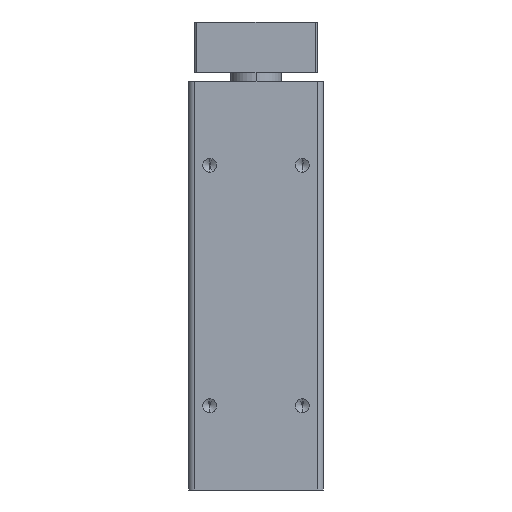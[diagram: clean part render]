
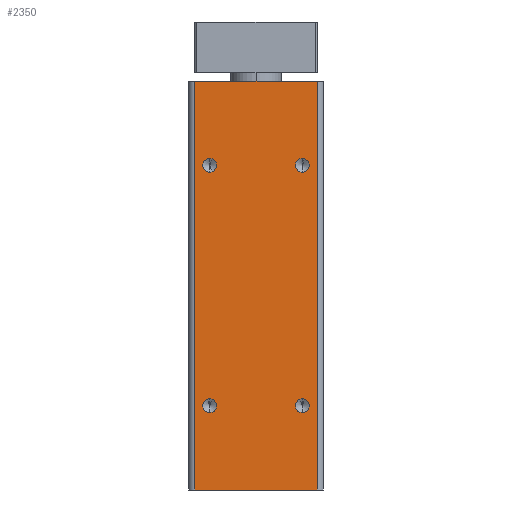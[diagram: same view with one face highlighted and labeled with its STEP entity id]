
A CAD part, left-side view. The second image highlights one B-rep face of the part: STEP entity #2350.
In plain terms, the highlighted planar face has unit normal (-1, 0, 0).
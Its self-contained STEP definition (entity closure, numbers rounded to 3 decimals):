
#456 = VERTEX_POINT ( 'NONE', #2969 ) ;
#460 = VERTEX_POINT ( 'NONE', #2958 ) ;
#499 = VERTEX_POINT ( 'NONE', #3025 ) ;
#501 = VERTEX_POINT ( 'NONE', #3082 ) ;
#509 = EDGE_CURVE ( 'NONE', #499, #516, #3069, .T. ) ;
#516 = VERTEX_POINT ( 'NONE', #3109 ) ;
#518 = VERTEX_POINT ( 'NONE', #3104 ) ;
#528 = EDGE_CURVE ( 'NONE', #460, #456, #3093, .T. ) ;
#560 = VERTEX_POINT ( 'NONE', #3169 ) ;
#564 = VERTEX_POINT ( 'NONE', #3164 ) ;
#567 = EDGE_CURVE ( 'NONE', #564, #560, #3163, .T. ) ;
#575 = EDGE_CURVE ( 'NONE', #518, #501, #3214, .T. ) ;
#2290 = EDGE_LOOP ( 'NONE', ( #2291, #2293 ) ) ;
#2291 = ORIENTED_EDGE ( 'NONE', *, *, #2292, .F. ) ;
#2292 = EDGE_CURVE ( 'NONE', #516, #499, #6259, .T. ) ;
#2293 = ORIENTED_EDGE ( 'NONE', *, *, #509, .F. ) ;
#2294 = EDGE_LOOP ( 'NONE', ( #2295, #2297 ) ) ;
#2295 = ORIENTED_EDGE ( 'NONE', *, *, #2296, .F. ) ;
#2296 = EDGE_CURVE ( 'NONE', #560, #564, #6254, .T. ) ;
#2297 = ORIENTED_EDGE ( 'NONE', *, *, #567, .F. ) ;
#2298 = EDGE_LOOP ( 'NONE', ( #2299, #2302, #2320, #2322 ) ) ;
#2299 = ORIENTED_EDGE ( 'NONE', *, *, #2300, .F. ) ;
#2300 = EDGE_CURVE ( 'NONE', #2301, #2343, #6249, .T. ) ;
#2301 = VERTEX_POINT ( 'NONE', #6245 ) ;
#2302 = ORIENTED_EDGE ( 'NONE', *, *, #2303, .F. ) ;
#2303 = EDGE_CURVE ( 'NONE', #2319, #2301, #6244, .T. ) ;
#2319 = VERTEX_POINT ( 'NONE', #6280 ) ;
#2320 = ORIENTED_EDGE ( 'NONE', *, *, #2321, .T. ) ;
#2321 = EDGE_CURVE ( 'NONE', #2319, #2346, #6279, .T. ) ;
#2322 = ORIENTED_EDGE ( 'NONE', *, *, #2345, .T. ) ;
#2343 = VERTEX_POINT ( 'NONE', #6363 ) ;
#2345 = EDGE_CURVE ( 'NONE', #2346, #2343, #6362, .T. ) ;
#2346 = VERTEX_POINT ( 'NONE', #6358 ) ;
#2350 = ADVANCED_FACE ( 'NONE', ( #6352, #6351, #6350, #6349, #6348 ), #6347, .T. ) ;
#2351 = EDGE_LOOP ( 'NONE', ( #2352, #2354 ) ) ;
#2352 = ORIENTED_EDGE ( 'NONE', *, *, #2353, .F. ) ;
#2353 = EDGE_CURVE ( 'NONE', #456, #460, #6342, .T. ) ;
#2354 = ORIENTED_EDGE ( 'NONE', *, *, #528, .F. ) ;
#2355 = EDGE_LOOP ( 'NONE', ( #2356, #2358 ) ) ;
#2356 = ORIENTED_EDGE ( 'NONE', *, *, #2357, .F. ) ;
#2357 = EDGE_CURVE ( 'NONE', #501, #518, #6337, .T. ) ;
#2358 = ORIENTED_EDGE ( 'NONE', *, *, #575, .F. ) ;
#2958 = CARTESIAN_POINT ( 'NONE',  ( -41., 27., -78.65 ) ) ;
#2969 = CARTESIAN_POINT ( 'NONE',  ( -41., 27., -75.35 ) ) ;
#3025 = CARTESIAN_POINT ( 'NONE',  ( -41., 5., -21.65 ) ) ;
#3065 = DIRECTION ( 'NONE',  ( 0., 0., 1. ) ) ;
#3066 = DIRECTION ( 'NONE',  ( -1., 0., 0. ) ) ;
#3067 = CARTESIAN_POINT ( 'NONE',  ( -41., 5., -20. ) ) ;
#3068 = AXIS2_PLACEMENT_3D ( 'NONE', #3067, #3066, #3065 ) ;
#3069 = CIRCLE ( 'NONE', #3068, 1.65 ) ;
#3082 = CARTESIAN_POINT ( 'NONE',  ( -41., 27., -18.35 ) ) ;
#3089 = DIRECTION ( 'NONE',  ( 0., 0., 1. ) ) ;
#3090 = DIRECTION ( 'NONE',  ( -1., 0., 0. ) ) ;
#3091 = CARTESIAN_POINT ( 'NONE',  ( -41., 27., -77. ) ) ;
#3092 = AXIS2_PLACEMENT_3D ( 'NONE', #3091, #3090, #3089 ) ;
#3093 = CIRCLE ( 'NONE', #3092, 1.65 ) ;
#3104 = CARTESIAN_POINT ( 'NONE',  ( -41., 27., -21.65 ) ) ;
#3109 = CARTESIAN_POINT ( 'NONE',  ( -41., 5., -18.35 ) ) ;
#3159 = DIRECTION ( 'NONE',  ( 0., 0., 1. ) ) ;
#3160 = DIRECTION ( 'NONE',  ( -1., 0., 0. ) ) ;
#3161 = CARTESIAN_POINT ( 'NONE',  ( -41., 5., -77. ) ) ;
#3162 = AXIS2_PLACEMENT_3D ( 'NONE', #3161, #3160, #3159 ) ;
#3163 = CIRCLE ( 'NONE', #3162, 1.65 ) ;
#3164 = CARTESIAN_POINT ( 'NONE',  ( -41., 5., -78.65 ) ) ;
#3169 = CARTESIAN_POINT ( 'NONE',  ( -41., 5., -75.35 ) ) ;
#3210 = DIRECTION ( 'NONE',  ( 0., 0., 1. ) ) ;
#3211 = DIRECTION ( 'NONE',  ( -1., 0., 0. ) ) ;
#3212 = CARTESIAN_POINT ( 'NONE',  ( -41., 27., -20. ) ) ;
#3213 = AXIS2_PLACEMENT_3D ( 'NONE', #3212, #3211, #3210 ) ;
#3214 = CIRCLE ( 'NONE', #3213, 1.65 ) ;
#6241 = DIRECTION ( 'NONE',  ( 0., 0., 1. ) ) ;
#6242 = VECTOR ( 'NONE', #6241, 1000. ) ;
#6243 = CARTESIAN_POINT ( 'NONE',  ( -41., 30.5, -97. ) ) ;
#6244 = LINE ( 'NONE', #6243, #6242 ) ;
#6245 = CARTESIAN_POINT ( 'NONE',  ( -41., 30.5, 0. ) ) ;
#6246 = DIRECTION ( 'NONE',  ( 0., -1., 0. ) ) ;
#6247 = VECTOR ( 'NONE', #6246, 1000. ) ;
#6248 = CARTESIAN_POINT ( 'NONE',  ( -41., 1.5, 0. ) ) ;
#6249 = LINE ( 'NONE', #6248, #6247 ) ;
#6250 = DIRECTION ( 'NONE',  ( 0., 0., 1. ) ) ;
#6251 = DIRECTION ( 'NONE',  ( -1., 0., 0. ) ) ;
#6252 = CARTESIAN_POINT ( 'NONE',  ( -41., 5., -77. ) ) ;
#6253 = AXIS2_PLACEMENT_3D ( 'NONE', #6252, #6251, #6250 ) ;
#6254 = CIRCLE ( 'NONE', #6253, 1.65 ) ;
#6255 = DIRECTION ( 'NONE',  ( 0., 0., 1. ) ) ;
#6256 = DIRECTION ( 'NONE',  ( -1., 0., 0. ) ) ;
#6257 = CARTESIAN_POINT ( 'NONE',  ( -41., 5., -20. ) ) ;
#6258 = AXIS2_PLACEMENT_3D ( 'NONE', #6257, #6256, #6255 ) ;
#6259 = CIRCLE ( 'NONE', #6258, 1.65 ) ;
#6276 = DIRECTION ( 'NONE',  ( 0., -1., 0. ) ) ;
#6277 = VECTOR ( 'NONE', #6276, 1000. ) ;
#6278 = CARTESIAN_POINT ( 'NONE',  ( -41., 1.5, -97. ) ) ;
#6279 = LINE ( 'NONE', #6278, #6277 ) ;
#6280 = CARTESIAN_POINT ( 'NONE',  ( -41., 30.5, -97. ) ) ;
#6333 = DIRECTION ( 'NONE',  ( 0., 0., 1. ) ) ;
#6334 = DIRECTION ( 'NONE',  ( -1., 0., 0. ) ) ;
#6335 = CARTESIAN_POINT ( 'NONE',  ( -41., 27., -20. ) ) ;
#6336 = AXIS2_PLACEMENT_3D ( 'NONE', #6335, #6334, #6333 ) ;
#6337 = CIRCLE ( 'NONE', #6336, 1.65 ) ;
#6338 = DIRECTION ( 'NONE',  ( 0., 0., 1. ) ) ;
#6339 = DIRECTION ( 'NONE',  ( -1., 0., 0. ) ) ;
#6340 = CARTESIAN_POINT ( 'NONE',  ( -41., 27., -77. ) ) ;
#6341 = AXIS2_PLACEMENT_3D ( 'NONE', #6340, #6339, #6338 ) ;
#6342 = CIRCLE ( 'NONE', #6341, 1.65 ) ;
#6343 = DIRECTION ( 'NONE',  ( 0., -1., 0. ) ) ;
#6344 = DIRECTION ( 'NONE',  ( -1., 0., 0. ) ) ;
#6345 = CARTESIAN_POINT ( 'NONE',  ( -41., 1.5, -97. ) ) ;
#6346 = AXIS2_PLACEMENT_3D ( 'NONE', #6345, #6344, #6343 ) ;
#6347 = PLANE ( 'NONE',  #6346 ) ;
#6348 = FACE_OUTER_BOUND ( 'NONE', #2298, .T. ) ;
#6349 = FACE_BOUND ( 'NONE', #2294, .T. ) ;
#6350 = FACE_BOUND ( 'NONE', #2290, .T. ) ;
#6351 = FACE_BOUND ( 'NONE', #2355, .T. ) ;
#6352 = FACE_BOUND ( 'NONE', #2351, .T. ) ;
#6358 = CARTESIAN_POINT ( 'NONE',  ( -41., 1.5, -97. ) ) ;
#6359 = DIRECTION ( 'NONE',  ( 0., 0., 1. ) ) ;
#6360 = VECTOR ( 'NONE', #6359, 1000. ) ;
#6361 = CARTESIAN_POINT ( 'NONE',  ( -41., 1.5, -97. ) ) ;
#6362 = LINE ( 'NONE', #6361, #6360 ) ;
#6363 = CARTESIAN_POINT ( 'NONE',  ( -41., 1.5, 0. ) ) ;
